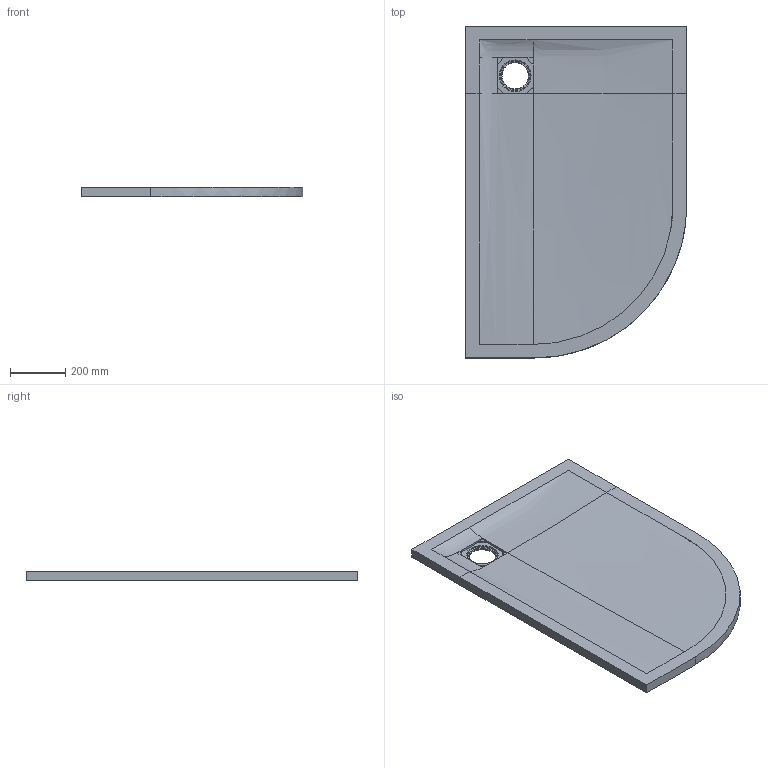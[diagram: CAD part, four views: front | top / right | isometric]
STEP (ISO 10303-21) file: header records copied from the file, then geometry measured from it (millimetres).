
FILE_DESCRIPTION(/* description */ (''),/* implementation_level */ '2;1');
FILE_NAME(/* name */ 'SA12080L.stp',/* time_stamp */ '2021-01-27T13:54:32+08:00',/* author */ (''),/* organization */ (''),/* preprocessor_version */ 'ST-DEVELOPER v11',/* originating_system */ 'SIEMENS UGS NX 6.0',/* authorisation */ '');
FILE_SCHEMA (('CONFIG_CONTROL_DESIGN'));
Length unit declared in the file: millimetre
Products named in the file (1): Admi1D84reby
Bounding box: 800 x 1200 x 35 mm (x, y, z)
Volume: 11861933.1 mm3; surface area: 2310180.9 mm2
Topology: 1 solids, 1 shells, 267 faces, 696 edges, 467 vertices
Faces by surface type: plane 161, bspline 89, cylinder 8, extrusion 6, torus 3
Full cylindrical faces by diameter (mm): 95 x1, 111 x1
Entity records: 14523 total; most frequent: CARTESIAN_POINT 8729, ORIENTED_EDGE 1376, DIRECTION 763, EDGE_CURVE 688, VERTEX_POINT 466, VECTOR 373, LINE 367, EDGE_LOOP 312
